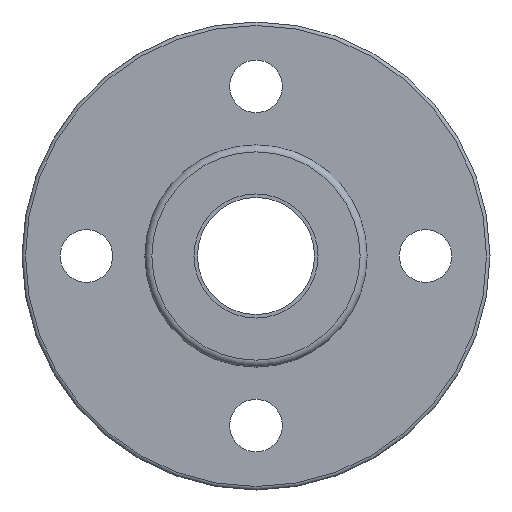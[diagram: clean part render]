
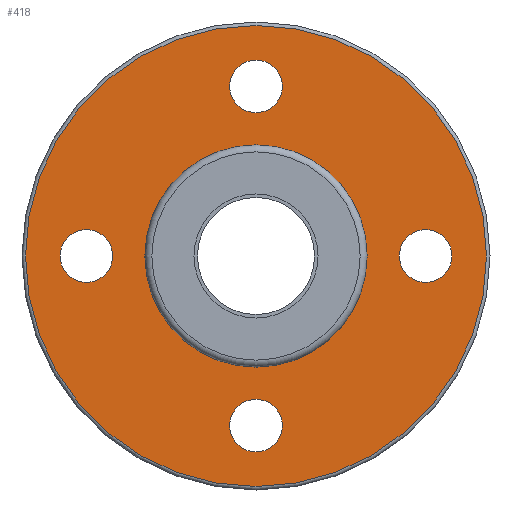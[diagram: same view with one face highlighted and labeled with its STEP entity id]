
A CAD part, left-side view. The second image highlights one B-rep face of the part: STEP entity #418.
In plain terms, the highlighted planar face has unit normal (-1, 0, 0).
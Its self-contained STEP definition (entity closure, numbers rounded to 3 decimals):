
#41=PLANE('',#484);
#78=ORIENTED_EDGE('',*,*,#146,.T.);
#79=ORIENTED_EDGE('',*,*,#147,.T.);
#80=ORIENTED_EDGE('',*,*,#148,.T.);
#81=ORIENTED_EDGE('',*,*,#149,.T.);
#82=ORIENTED_EDGE('',*,*,#150,.T.);
#83=ORIENTED_EDGE('',*,*,#145,.F.);
#145=EDGE_CURVE('',#184,#184,#223,.T.);
#146=EDGE_CURVE('',#185,#185,#224,.T.);
#147=EDGE_CURVE('',#186,#186,#225,.F.);
#148=EDGE_CURVE('',#187,#187,#226,.T.);
#149=EDGE_CURVE('',#188,#188,#227,.T.);
#150=EDGE_CURVE('',#189,#189,#228,.T.);
#184=VERTEX_POINT('',#726);
#185=VERTEX_POINT('',#729);
#186=VERTEX_POINT('',#731);
#187=VERTEX_POINT('',#733);
#188=VERTEX_POINT('',#735);
#189=VERTEX_POINT('',#737);
#223=CIRCLE('',#483,19.7);
#224=CIRCLE('',#485,9.5);
#225=CIRCLE('',#486,2.25);
#226=CIRCLE('',#487,2.25);
#227=CIRCLE('',#488,2.25);
#228=CIRCLE('',#489,2.25);
#273=EDGE_LOOP('',(#78));
#274=EDGE_LOOP('',(#79));
#275=EDGE_LOOP('',(#80));
#276=EDGE_LOOP('',(#81));
#277=EDGE_LOOP('',(#82));
#278=EDGE_LOOP('',(#83));
#351=FACE_BOUND('',#273,.T.);
#352=FACE_BOUND('',#274,.T.);
#353=FACE_BOUND('',#275,.T.);
#354=FACE_BOUND('',#276,.T.);
#355=FACE_BOUND('',#277,.T.);
#356=FACE_BOUND('',#278,.T.);
#418=ADVANCED_FACE('',(#351,#352,#353,#354,#355,#356),#41,.T.);
#483=AXIS2_PLACEMENT_3D('',#725,#588,#589);
#484=AXIS2_PLACEMENT_3D('',#727,#590,#591);
#485=AXIS2_PLACEMENT_3D('',#728,#592,#593);
#486=AXIS2_PLACEMENT_3D('',#730,#594,#595);
#487=AXIS2_PLACEMENT_3D('',#732,#596,#597);
#488=AXIS2_PLACEMENT_3D('',#734,#598,#599);
#489=AXIS2_PLACEMENT_3D('',#736,#600,#601);
#588=DIRECTION('',(1.,0.,0.));
#589=DIRECTION('',(0.,0.,-1.));
#590=DIRECTION('',(-1.,0.,0.));
#591=DIRECTION('',(0.,0.,1.));
#592=DIRECTION('',(1.,0.,0.));
#593=DIRECTION('',(0.,0.,-1.));
#594=DIRECTION('',(-1.,0.,0.));
#595=DIRECTION('',(0.,0.,1.));
#596=DIRECTION('',(1.,0.,0.));
#597=DIRECTION('',(0.,0.,-1.));
#598=DIRECTION('',(1.,0.,0.));
#599=DIRECTION('',(0.,0.,-1.));
#600=DIRECTION('',(1.,0.,0.));
#601=DIRECTION('',(0.,0.,-1.));
#725=CARTESIAN_POINT('',(-8.5,0.,0.));
#726=CARTESIAN_POINT('',(-8.5,0.,-19.7));
#727=CARTESIAN_POINT('',(-8.5,19.7,0.));
#728=CARTESIAN_POINT('',(-8.5,0.,0.));
#729=CARTESIAN_POINT('',(-8.5,0.,-9.5));
#730=CARTESIAN_POINT('',(-8.5,14.5,0.));
#731=CARTESIAN_POINT('',(-8.5,14.5,2.25));
#732=CARTESIAN_POINT('',(-8.5,0.,14.5));
#733=CARTESIAN_POINT('',(-8.5,0.,12.25));
#734=CARTESIAN_POINT('',(-8.5,-14.5,0.));
#735=CARTESIAN_POINT('',(-8.5,-14.5,-2.25));
#736=CARTESIAN_POINT('',(-8.5,0.,-14.5));
#737=CARTESIAN_POINT('',(-8.5,0.,-16.75));
